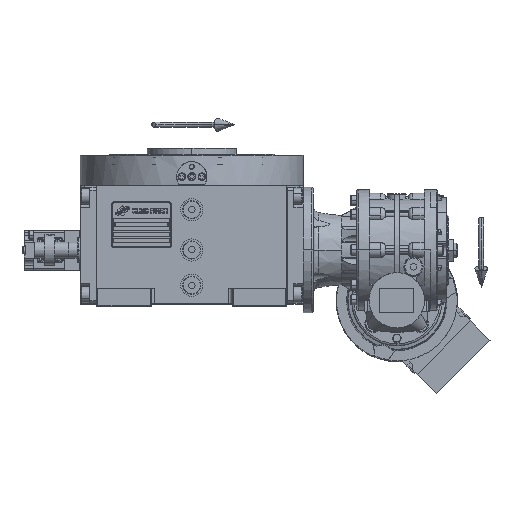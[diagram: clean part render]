
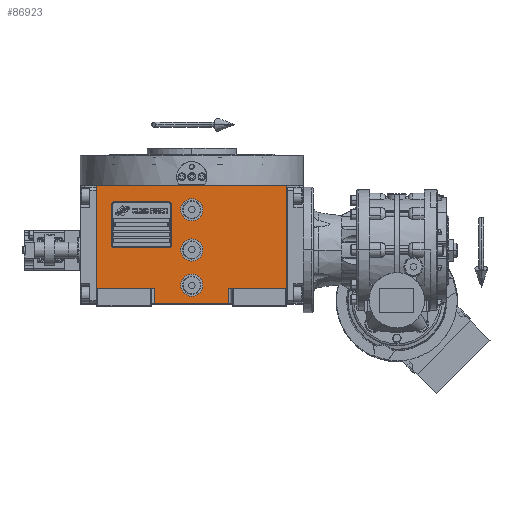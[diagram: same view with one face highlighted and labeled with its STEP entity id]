
A CAD part, top view. The second image highlights one B-rep face of the part: STEP entity #86923.
In plain terms, the highlighted planar face has unit normal (0, 0, 1).
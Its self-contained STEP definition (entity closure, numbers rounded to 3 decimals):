
#325 = AXIS2_PLACEMENT_3D ( 'NONE', #33898, #118682, #64929 ) ;
#1778 = DIRECTION ( 'NONE',  ( 1., 0., 0. ) ) ;
#1985 = ORIENTED_EDGE ( 'NONE', *, *, #14491, .F. ) ;
#3132 = AXIS2_PLACEMENT_3D ( 'NONE', #118205, #94770, #13338 ) ;
#3363 = EDGE_CURVE ( 'NONE', #80920, #61385, #75825, .T. ) ;
#3785 = CARTESIAN_POINT ( 'NONE',  ( 37., -38.5, 163.5 ) ) ;
#3827 = CARTESIAN_POINT ( 'NONE',  ( -94.5, -38.5, 163.5 ) ) ;
#6511 = DIRECTION ( 'NONE',  ( 1., 0., 0. ) ) ;
#7679 = ORIENTED_EDGE ( 'NONE', *, *, #3363, .F. ) ;
#9932 = DIRECTION ( 'NONE',  ( 0., 1., 0. ) ) ;
#10618 = DIRECTION ( 'NONE',  ( 0., -1., 0. ) ) ;
#11160 = DIRECTION ( 'NONE',  ( -1., 0., 0. ) ) ;
#11418 = VERTEX_POINT ( 'NONE', #3785 ) ;
#12195 = VERTEX_POINT ( 'NONE', #75268 ) ;
#13338 = DIRECTION ( 'NONE',  ( -1., 0., 0. ) ) ;
#14491 = EDGE_CURVE ( 'NONE', #134511, #76573, #35697, .T. ) ;
#14931 = VECTOR ( 'NONE', #47019, 1000. ) ;
#16006 = DIRECTION ( 'NONE',  ( 0., 0., 1. ) ) ;
#19338 = VERTEX_POINT ( 'NONE', #127810 ) ;
#20295 = CARTESIAN_POINT ( 'NONE',  ( 94.5, 64.5, 163.5 ) ) ;
#21566 = DIRECTION ( 'NONE',  ( 0., 0., 1. ) ) ;
#21737 = EDGE_CURVE ( 'NONE', #77288, #32764, #95440, .T. ) ;
#23518 = CARTESIAN_POINT ( 'NONE',  ( 94.5, -38.5, 163.5 ) ) ;
#25073 = CIRCLE ( 'NONE', #77945, 11. ) ;
#25240 = DIRECTION ( 'NONE',  ( 0., 1., 0. ) ) ;
#25923 = AXIS2_PLACEMENT_3D ( 'NONE', #116020, #21566, #11160 ) ;
#27279 = VERTEX_POINT ( 'NONE', #23518 ) ;
#27469 = FACE_BOUND ( 'NONE', #52950, .T. ) ;
#28824 = EDGE_LOOP ( 'NONE', ( #93691, #126744 ) ) ;
#31373 = LINE ( 'NONE', #105116, #70524 ) ;
#32764 = VERTEX_POINT ( 'NONE', #103436 ) ;
#33898 = CARTESIAN_POINT ( 'NONE',  ( 0., 0., 163.5 ) ) ;
#34242 = CARTESIAN_POINT ( 'NONE',  ( -94.5, -38.5, 163.5 ) ) ;
#34730 = LINE ( 'NONE', #96770, #104878 ) ;
#34928 = LINE ( 'NONE', #3827, #36568 ) ;
#35697 = CIRCLE ( 'NONE', #112756, 11. ) ;
#35743 = ORIENTED_EDGE ( 'NONE', *, *, #44291, .F. ) ;
#36075 = DIRECTION ( 'NONE',  ( 1., 0., 0. ) ) ;
#36568 = VECTOR ( 'NONE', #25240, 1000. ) ;
#36905 = EDGE_CURVE ( 'NONE', #87185, #32764, #89765, .T. ) ;
#37026 = VECTOR ( 'NONE', #107431, 1000. ) ;
#37494 = EDGE_CURVE ( 'NONE', #27279, #39575, #116416, .T. ) ;
#37521 = DIRECTION ( 'NONE',  ( -1., 0., 0. ) ) ;
#39575 = VERTEX_POINT ( 'NONE', #20295 ) ;
#43030 = CARTESIAN_POINT ( 'NONE',  ( -37., -53.5, 163.5 ) ) ;
#43527 = DIRECTION ( 'NONE',  ( 1., 0., 0. ) ) ;
#44291 = EDGE_CURVE ( 'NONE', #83634, #39575, #58932, .T. ) ;
#45208 = CARTESIAN_POINT ( 'NONE',  ( 0., 40., 163.5 ) ) ;
#46593 = EDGE_CURVE ( 'NONE', #87185, #83634, #34928, .T. ) ;
#47019 = DIRECTION ( 'NONE',  ( 1., 0., 0. ) ) ;
#47439 = CARTESIAN_POINT ( 'NONE',  ( -11., 40., 163.5 ) ) ;
#48803 = VECTOR ( 'NONE', #9932, 1000. ) ;
#49469 = FACE_BOUND ( 'NONE', #28824, .T. ) ;
#50742 = DIRECTION ( 'NONE',  ( 0., 0., 1. ) ) ;
#51240 = AXIS2_PLACEMENT_3D ( 'NONE', #133612, #81198, #70861 ) ;
#52950 = EDGE_LOOP ( 'NONE', ( #1985, #92301 ) ) ;
#54713 = ORIENTED_EDGE ( 'NONE', *, *, #114634, .F. ) ;
#58870 = CARTESIAN_POINT ( 'NONE',  ( 0., 0., 163.5 ) ) ;
#58932 = LINE ( 'NONE', #100998, #124590 ) ;
#60417 = DIRECTION ( 'NONE',  ( 1., 0., 0. ) ) ;
#61385 = VERTEX_POINT ( 'NONE', #73381 ) ;
#62931 = CARTESIAN_POINT ( 'NONE',  ( 11., 0., 163.5 ) ) ;
#64000 = CARTESIAN_POINT ( 'NONE',  ( 94.5, -38.5, 163.5 ) ) ;
#64929 = DIRECTION ( 'NONE',  ( 1., 0., 0. ) ) ;
#68807 = VECTOR ( 'NONE', #43527, 1000. ) ;
#70524 = VECTOR ( 'NONE', #10618, 1000. ) ;
#70617 = ORIENTED_EDGE ( 'NONE', *, *, #21737, .F. ) ;
#70861 = DIRECTION ( 'NONE',  ( 1., 0., 0. ) ) ;
#71044 = ORIENTED_EDGE ( 'NONE', *, *, #46593, .F. ) ;
#72239 = FACE_BOUND ( 'NONE', #100721, .T. ) ;
#73381 = CARTESIAN_POINT ( 'NONE',  ( 11., -35., 163.5 ) ) ;
#75268 = CARTESIAN_POINT ( 'NONE',  ( -11., 0., 163.5 ) ) ;
#75825 = CIRCLE ( 'NONE', #3132, 11. ) ;
#76348 = ORIENTED_EDGE ( 'NONE', *, *, #86349, .T. ) ;
#76573 = VERTEX_POINT ( 'NONE', #47439 ) ;
#77288 = VERTEX_POINT ( 'NONE', #100890 ) ;
#77945 = AXIS2_PLACEMENT_3D ( 'NONE', #58870, #108072, #37521 ) ;
#78753 = EDGE_CURVE ( 'NONE', #76573, #134511, #131659, .T. ) ;
#79106 = CARTESIAN_POINT ( 'NONE',  ( -11., -35., 163.5 ) ) ;
#80920 = VERTEX_POINT ( 'NONE', #79106 ) ;
#81198 = DIRECTION ( 'NONE',  ( 0., 0., 1. ) ) ;
#83634 = VERTEX_POINT ( 'NONE', #123621 ) ;
#86349 = EDGE_CURVE ( 'NONE', #77288, #19338, #86970, .T. ) ;
#86923 = ADVANCED_FACE ( 'NONE', ( #49469, #72239, #27469, #134277 ), #91534, .T. ) ;
#86970 = LINE ( 'NONE', #96625, #68807 ) ;
#87185 = VERTEX_POINT ( 'NONE', #34242 ) ;
#89765 = LINE ( 'NONE', #98752, #14931 ) ;
#90632 = CIRCLE ( 'NONE', #325, 11. ) ;
#91185 = EDGE_CURVE ( 'NONE', #11418, #27279, #34730, .T. ) ;
#91534 = PLANE ( 'NONE',  #51240 ) ;
#92301 = ORIENTED_EDGE ( 'NONE', *, *, #78753, .F. ) ;
#93691 = ORIENTED_EDGE ( 'NONE', *, *, #93896, .F. ) ;
#93896 = EDGE_CURVE ( 'NONE', #130972, #12195, #90632, .T. ) ;
#94770 = DIRECTION ( 'NONE',  ( 0., 0., 1. ) ) ;
#95440 = LINE ( 'NONE', #43030, #48803 ) ;
#96625 = CARTESIAN_POINT ( 'NONE',  ( -37., -53.5, 163.5 ) ) ;
#96770 = CARTESIAN_POINT ( 'NONE',  ( 37., -38.5, 163.5 ) ) ;
#98752 = CARTESIAN_POINT ( 'NONE',  ( -94.5, -38.5, 163.5 ) ) ;
#100721 = EDGE_LOOP ( 'NONE', ( #107585, #7679 ) ) ;
#100890 = CARTESIAN_POINT ( 'NONE',  ( -37., -53.5, 163.5 ) ) ;
#100998 = CARTESIAN_POINT ( 'NONE',  ( -94.5, 64.5, 163.5 ) ) ;
#103436 = CARTESIAN_POINT ( 'NONE',  ( -37., -38.5, 163.5 ) ) ;
#104878 = VECTOR ( 'NONE', #36075, 1000. ) ;
#105116 = CARTESIAN_POINT ( 'NONE',  ( 37., -38.5, 163.5 ) ) ;
#106129 = EDGE_CURVE ( 'NONE', #12195, #130972, #25073, .T. ) ;
#107431 = DIRECTION ( 'NONE',  ( 0., 1., 0. ) ) ;
#107585 = ORIENTED_EDGE ( 'NONE', *, *, #108500, .F. ) ;
#108072 = DIRECTION ( 'NONE',  ( 0., 0., 1. ) ) ;
#108467 = ORIENTED_EDGE ( 'NONE', *, *, #36905, .T. ) ;
#108500 = EDGE_CURVE ( 'NONE', #61385, #80920, #111488, .T. ) ;
#109709 = CARTESIAN_POINT ( 'NONE',  ( 11., 40., 163.5 ) ) ;
#111488 = CIRCLE ( 'NONE', #115911, 11. ) ;
#112756 = AXIS2_PLACEMENT_3D ( 'NONE', #45208, #16006, #1778 ) ;
#113516 = CARTESIAN_POINT ( 'NONE',  ( 0., -35., 163.5 ) ) ;
#114634 = EDGE_CURVE ( 'NONE', #11418, #19338, #31373, .T. ) ;
#115911 = AXIS2_PLACEMENT_3D ( 'NONE', #113516, #50742, #60417 ) ;
#116020 = CARTESIAN_POINT ( 'NONE',  ( 0., 40., 163.5 ) ) ;
#116416 = LINE ( 'NONE', #64000, #37026 ) ;
#118205 = CARTESIAN_POINT ( 'NONE',  ( 0., -35., 163.5 ) ) ;
#118682 = DIRECTION ( 'NONE',  ( 0., 0., 1. ) ) ;
#123621 = CARTESIAN_POINT ( 'NONE',  ( -94.5, 64.5, 163.5 ) ) ;
#124590 = VECTOR ( 'NONE', #6511, 1000. ) ;
#126744 = ORIENTED_EDGE ( 'NONE', *, *, #106129, .F. ) ;
#127810 = CARTESIAN_POINT ( 'NONE',  ( 37., -53.5, 163.5 ) ) ;
#130972 = VERTEX_POINT ( 'NONE', #62931 ) ;
#131659 = CIRCLE ( 'NONE', #25923, 11. ) ;
#132975 = EDGE_LOOP ( 'NONE', ( #76348, #54713, #133648, #136176, #35743, #71044, #108467, #70617 ) ) ;
#133612 = CARTESIAN_POINT ( 'NONE',  ( -94.5, -53.5, 163.5 ) ) ;
#133648 = ORIENTED_EDGE ( 'NONE', *, *, #91185, .T. ) ;
#134277 = FACE_OUTER_BOUND ( 'NONE', #132975, .T. ) ;
#134511 = VERTEX_POINT ( 'NONE', #109709 ) ;
#136176 = ORIENTED_EDGE ( 'NONE', *, *, #37494, .T. ) ;
